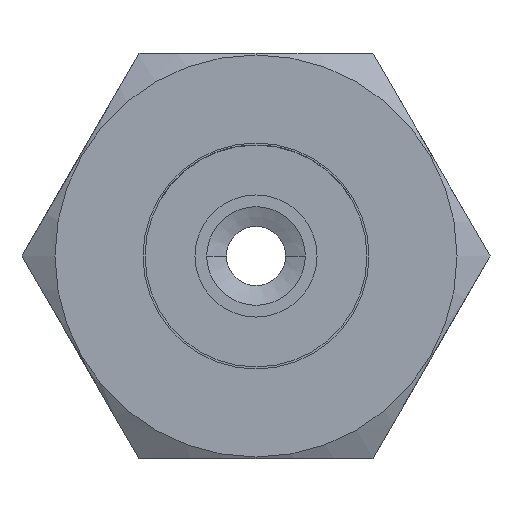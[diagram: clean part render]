
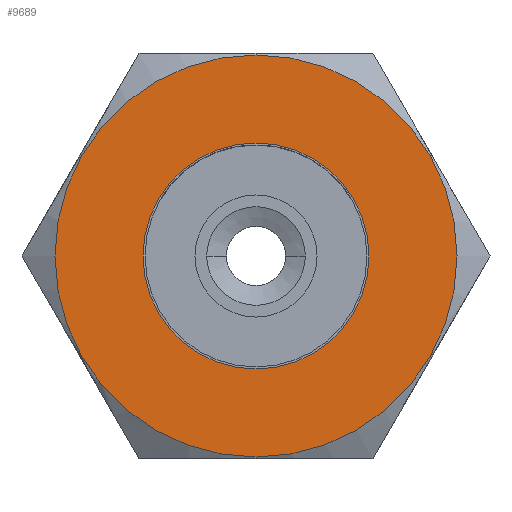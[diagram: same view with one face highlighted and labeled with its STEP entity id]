
A CAD part, left-side view. The second image highlights one B-rep face of the part: STEP entity #9689.
In plain terms, the highlighted planar face has unit normal (-1, 0, 0).
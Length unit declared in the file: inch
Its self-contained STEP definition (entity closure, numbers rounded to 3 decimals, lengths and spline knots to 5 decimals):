
#1050 = EDGE_LOOP ( 'NONE', ( #6543, #5421 ) ) ;
#1191 = AXIS2_PLACEMENT_3D ( 'NONE', #9845, #12995, #11376 ) ;
#2079 = AXIS2_PLACEMENT_3D ( 'NONE', #10607, #20366, #10754 ) ;
#2828 = EDGE_CURVE ( 'NONE', #17355, #6854, #14649, .T. ) ;
#3904 = CARTESIAN_POINT ( 'NONE',  ( -1.13, 0., 0.3485 ) ) ;
#3912 = DIRECTION ( 'NONE',  ( 1., 0., 0. ) ) ;
#4151 = CIRCLE ( 'NONE', #17541, 0.3485 ) ;
#5098 = DIRECTION ( 'NONE',  ( 0., 0., -1. ) ) ;
#5421 = ORIENTED_EDGE ( 'NONE', *, *, #11474, .F. ) ;
#6543 = ORIENTED_EDGE ( 'NONE', *, *, #2828, .F. ) ;
#6854 = VERTEX_POINT ( 'NONE', #9956 ) ;
#7209 = FACE_OUTER_BOUND ( 'NONE', #1050, .T. ) ;
#8870 = VERTEX_POINT ( 'NONE', #3904 ) ;
#9689 = ADVANCED_FACE ( 'NONE', ( #15495, #7209 ), #15662, .T. ) ;
#9845 = CARTESIAN_POINT ( 'NONE',  ( -1.13, 0., 0. ) ) ;
#9956 = CARTESIAN_POINT ( 'NONE',  ( -1.13, 0., 0.62 ) ) ;
#10122 = EDGE_CURVE ( 'NONE', #13414, #8870, #4151, .T. ) ;
#10172 = DIRECTION ( 'NONE',  ( 0., 0., -1. ) ) ;
#10258 = CARTESIAN_POINT ( 'NONE',  ( -1.13, 0., 0. ) ) ;
#10607 = CARTESIAN_POINT ( 'NONE',  ( -1.13, 0.3485, 0. ) ) ;
#10754 = DIRECTION ( 'NONE',  ( 0., 0., 1. ) ) ;
#11243 = CARTESIAN_POINT ( 'NONE',  ( -1.13, 0., -0.3485 ) ) ;
#11376 = DIRECTION ( 'NONE',  ( 0., 0., -1. ) ) ;
#11474 = EDGE_CURVE ( 'NONE', #6854, #17355, #12906, .T. ) ;
#12906 = CIRCLE ( 'NONE', #20776, 0.62 ) ;
#12995 = DIRECTION ( 'NONE',  ( 1., 0., 0. ) ) ;
#13329 = DIRECTION ( 'NONE',  ( 1., 0., 0. ) ) ;
#13414 = VERTEX_POINT ( 'NONE', #11243 ) ;
#14523 = CARTESIAN_POINT ( 'NONE',  ( -1.13, 0., 0. ) ) ;
#14631 = CARTESIAN_POINT ( 'NONE',  ( -1.13, 0., 0. ) ) ;
#14649 = CIRCLE ( 'NONE', #16102, 0.62 ) ;
#14912 = ORIENTED_EDGE ( 'NONE', *, *, #10122, .T. ) ;
#15495 = FACE_BOUND ( 'NONE', #20764, .T. ) ;
#15662 = PLANE ( 'NONE',  #2079 ) ;
#16102 = AXIS2_PLACEMENT_3D ( 'NONE', #14523, #13329, #17959 ) ;
#16891 = ORIENTED_EDGE ( 'NONE', *, *, #18457, .T. ) ;
#17355 = VERTEX_POINT ( 'NONE', #18547 ) ;
#17541 = AXIS2_PLACEMENT_3D ( 'NONE', #14631, #17798, #5098 ) ;
#17798 = DIRECTION ( 'NONE',  ( 1., 0., 0. ) ) ;
#17959 = DIRECTION ( 'NONE',  ( 0., 0., -1. ) ) ;
#18457 = EDGE_CURVE ( 'NONE', #8870, #13414, #18954, .T. ) ;
#18547 = CARTESIAN_POINT ( 'NONE',  ( -1.13, 0., -0.62 ) ) ;
#18954 = CIRCLE ( 'NONE', #1191, 0.3485 ) ;
#20366 = DIRECTION ( 'NONE',  ( -1., 0., 0. ) ) ;
#20764 = EDGE_LOOP ( 'NONE', ( #14912, #16891 ) ) ;
#20776 = AXIS2_PLACEMENT_3D ( 'NONE', #10258, #3912, #10172 ) ;
